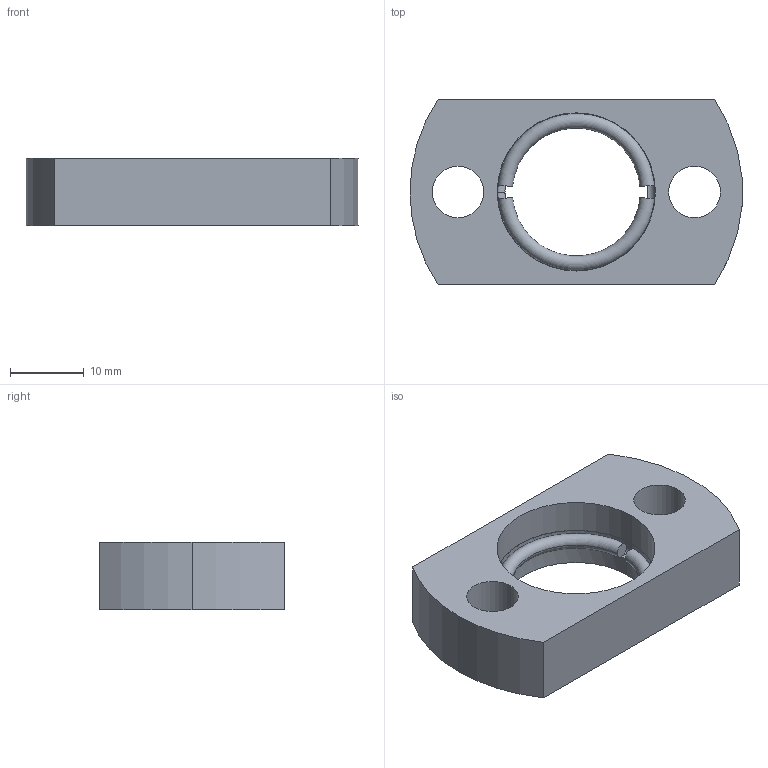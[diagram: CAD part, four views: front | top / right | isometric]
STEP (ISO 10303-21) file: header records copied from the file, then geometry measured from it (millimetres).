
FILE_DESCRIPTION (( 'STEP AP203' ), '1' );
FILE_NAME ('DE_19.step', '2018-12-22T22:54:13', ( '' ), ( '' ), 'SwSTEP 2.0', 'SolidWorks 2016', '' );
FILE_SCHEMA (( 'CONFIG_CONTROL_DESIGN' ));
Length unit declared in the file: millimetre
Products named in the file (1): DE_19
Bounding box: 44.92 x 25 x 9.2 mm (x, y, z)
Volume: 6147.7 mm3; surface area: 3722.1 mm2
Topology: 1 solids, 1 shells, 29 faces, 68 edges, 42 vertices
Faces by surface type: cylinder 13, plane 9, torus 7
Entity records: 940 total; most frequent: DIRECTION 177, CARTESIAN_POINT 140, ORIENTED_EDGE 136, AXIS2_PLACEMENT_3D 79, EDGE_CURVE 68, CIRCLE 49, VERTEX_POINT 42, EDGE_LOOP 36
